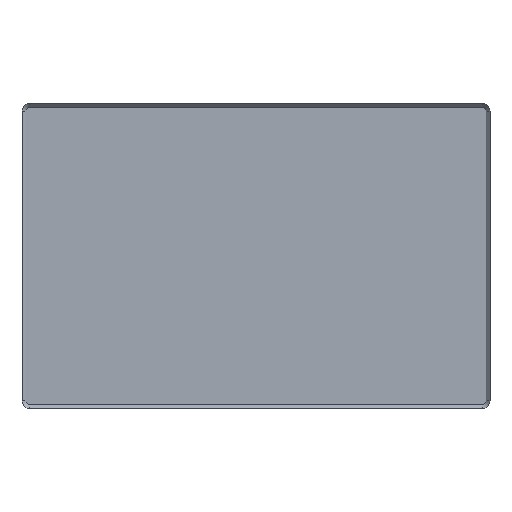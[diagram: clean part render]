
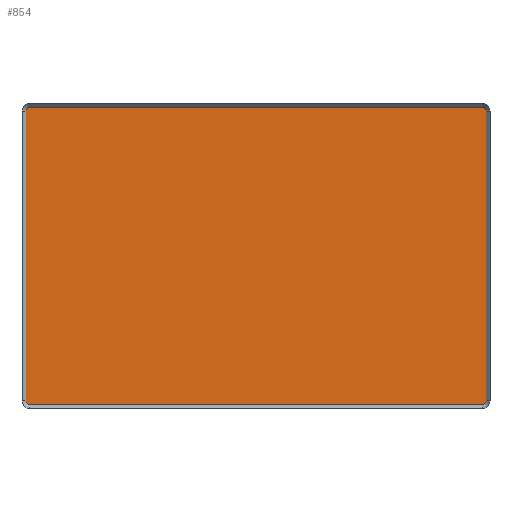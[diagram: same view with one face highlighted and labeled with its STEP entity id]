
A CAD part, front view. The second image highlights one B-rep face of the part: STEP entity #854.
In plain terms, the highlighted planar face has unit normal (0, -1, 0).
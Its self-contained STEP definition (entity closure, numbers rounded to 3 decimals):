
#32=PLANE('',#979);
#86=LINE('',#1488,#150);
#89=LINE('',#1496,#153);
#92=LINE('',#1504,#156);
#94=LINE('',#1510,#158);
#150=VECTOR('',#1213,10.);
#153=VECTOR('',#1222,10.);
#156=VECTOR('',#1231,10.);
#158=VECTOR('',#1239,10.);
#264=FACE_OUTER_BOUND('',#322,.T.);
#322=EDGE_LOOP('',(#783,#784,#785,#786,#787,#788,#789,#790));
#363=CIRCLE('',#965,1.5);
#364=CIRCLE('',#968,1.5);
#365=CIRCLE('',#971,1.5);
#366=CIRCLE('',#974,1.5);
#423=VERTEX_POINT('',#1480);
#424=VERTEX_POINT('',#1482);
#425=VERTEX_POINT('',#1486);
#426=VERTEX_POINT('',#1490);
#427=VERTEX_POINT('',#1494);
#428=VERTEX_POINT('',#1498);
#429=VERTEX_POINT('',#1502);
#430=VERTEX_POINT('',#1506);
#534=EDGE_CURVE('',#424,#423,#363,.T.);
#537=EDGE_CURVE('',#423,#425,#86,.T.);
#539=EDGE_CURVE('',#425,#426,#364,.T.);
#541=EDGE_CURVE('',#426,#427,#89,.T.);
#543=EDGE_CURVE('',#427,#428,#365,.T.);
#545=EDGE_CURVE('',#428,#429,#92,.T.);
#547=EDGE_CURVE('',#429,#430,#366,.T.);
#548=EDGE_CURVE('',#430,#424,#94,.T.);
#783=ORIENTED_EDGE('',*,*,#543,.T.);
#784=ORIENTED_EDGE('',*,*,#545,.T.);
#785=ORIENTED_EDGE('',*,*,#547,.T.);
#786=ORIENTED_EDGE('',*,*,#548,.T.);
#787=ORIENTED_EDGE('',*,*,#534,.T.);
#788=ORIENTED_EDGE('',*,*,#537,.T.);
#789=ORIENTED_EDGE('',*,*,#539,.T.);
#790=ORIENTED_EDGE('',*,*,#541,.T.);
#854=ADVANCED_FACE('',(#264),#32,.F.);
#965=AXIS2_PLACEMENT_3D('',#1483,#1207,#1208);
#968=AXIS2_PLACEMENT_3D('',#1492,#1217,#1218);
#971=AXIS2_PLACEMENT_3D('',#1500,#1226,#1227);
#974=AXIS2_PLACEMENT_3D('',#1508,#1235,#1236);
#979=AXIS2_PLACEMENT_3D('',#1516,#1248,#1249);
#1207=DIRECTION('center_axis',(0.,-1.,0.));
#1208=DIRECTION('ref_axis',(-1.,0.,0.));
#1213=DIRECTION('',(-1.,0.,0.));
#1217=DIRECTION('center_axis',(0.,-1.,0.));
#1218=DIRECTION('ref_axis',(0.,0.,-1.));
#1222=DIRECTION('',(0.,0.,-1.));
#1226=DIRECTION('center_axis',(0.,-1.,0.));
#1227=DIRECTION('ref_axis',(1.,0.,0.));
#1231=DIRECTION('',(1.,0.,0.));
#1235=DIRECTION('center_axis',(0.,-1.,0.));
#1236=DIRECTION('ref_axis',(0.,0.,1.));
#1239=DIRECTION('',(0.,0.,1.));
#1248=DIRECTION('center_axis',(0.,1.,0.));
#1249=DIRECTION('ref_axis',(0.,0.,1.));
#1480=CARTESIAN_POINT('',(89.,45.,58.5));
#1482=CARTESIAN_POINT('',(90.5,45.,57.));
#1483=CARTESIAN_POINT('Origin',(89.,45.,57.));
#1486=CARTESIAN_POINT('',(-89.,45.,58.5));
#1488=CARTESIAN_POINT('',(-44.5,45.,58.5));
#1490=CARTESIAN_POINT('',(-90.5,45.,57.));
#1492=CARTESIAN_POINT('Origin',(-89.,45.,57.));
#1494=CARTESIAN_POINT('',(-90.5,45.,-57.));
#1496=CARTESIAN_POINT('',(-90.5,45.,-28.5));
#1498=CARTESIAN_POINT('',(-89.,45.,-58.5));
#1500=CARTESIAN_POINT('Origin',(-89.,45.,-57.));
#1502=CARTESIAN_POINT('',(89.,45.,-58.5));
#1504=CARTESIAN_POINT('',(44.5,45.,-58.5));
#1506=CARTESIAN_POINT('',(90.5,45.,-57.));
#1508=CARTESIAN_POINT('Origin',(89.,45.,-57.));
#1510=CARTESIAN_POINT('',(90.5,45.,28.5));
#1516=CARTESIAN_POINT('Origin',(0.,45.,0.));
